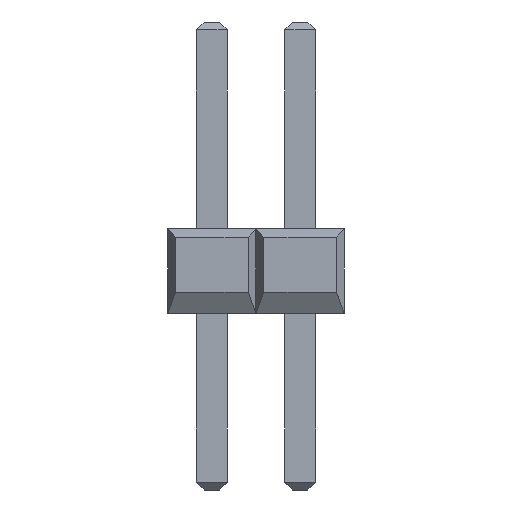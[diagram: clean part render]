
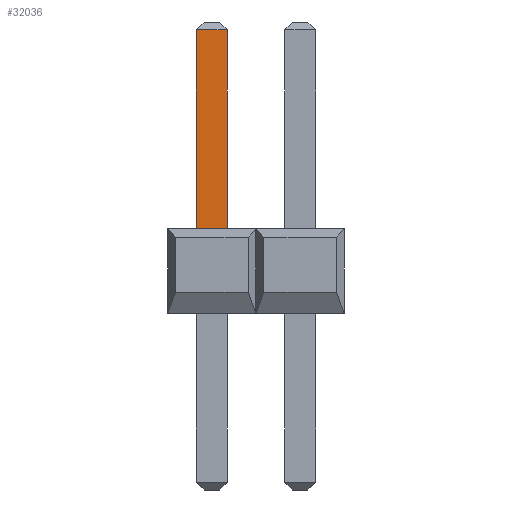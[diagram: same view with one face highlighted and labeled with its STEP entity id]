
A CAD part, left-side view. The second image highlights one B-rep face of the part: STEP entity #32036.
In plain terms, the highlighted planar face has unit normal (-1, 0, 0).
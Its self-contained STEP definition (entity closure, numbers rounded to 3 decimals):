
#31802=CARTESIAN_POINT('',(-0.444,0.444,8.16));
#31801=VERTEX_POINT('',#31802);
#31851=CARTESIAN_POINT('',(-0.444,-0.444,8.16));
#31850=VERTEX_POINT('',#31851);
#31849=EDGE_CURVE('',#31850,#31801,#31854,.T.);
#31854=LINE('',#31851,#31856);
#31856=VECTOR('',#31857,0.889);
#31857=DIRECTION('',(0.0,1.0,0.0));
#31998=CARTESIAN_POINT('',(-0.444,0.444,2.438));
#31997=VERTEX_POINT('',#31998);
#32006=EDGE_CURVE('',#31801,#31997,#32011,.T.);
#32011=LINE('',#31802,#32013);
#32013=VECTOR('',#32014,5.721);
#32014=DIRECTION('',(0.0,0.0,-1.0));
#32036=ADVANCED_FACE('',(#32042),#32037,.T.);
#32037=PLANE('',#32038);
#32038=AXIS2_PLACEMENT_3D('',#32039,#32040,#32041);
#32039=CARTESIAN_POINT('',(-0.444,0.444,2.438));
#32040=DIRECTION('',(-1.0,0.0,0.0));
#32041=DIRECTION('',(0.,0.,1.));
#32042=FACE_OUTER_BOUND('',#32043,.T.);
#32043=EDGE_LOOP('',(#32044,#32054,#32064,#32074));
#32047=CARTESIAN_POINT('',(-0.444,-0.444,2.438));
#32046=VERTEX_POINT('',#32047);
#32045=EDGE_CURVE('',#32046,#31997,#32050,.T.);
#32050=LINE('',#32047,#32052);
#32052=VECTOR('',#32053,0.889);
#32053=DIRECTION('',(0.0,1.0,0.0));
#32044=ORIENTED_EDGE('',*,*,#32045,.F.);
#32055=EDGE_CURVE('',#31850,#32046,#32060,.T.);
#32060=LINE('',#31851,#32062);
#32062=VECTOR('',#32063,5.721);
#32063=DIRECTION('',(0.0,0.0,-1.0));
#32054=ORIENTED_EDGE('',*,*,#32055,.F.);
#32064=ORIENTED_EDGE('',*,*,#31849,.T.);
#32074=ORIENTED_EDGE('',*,*,#32006,.T.);
